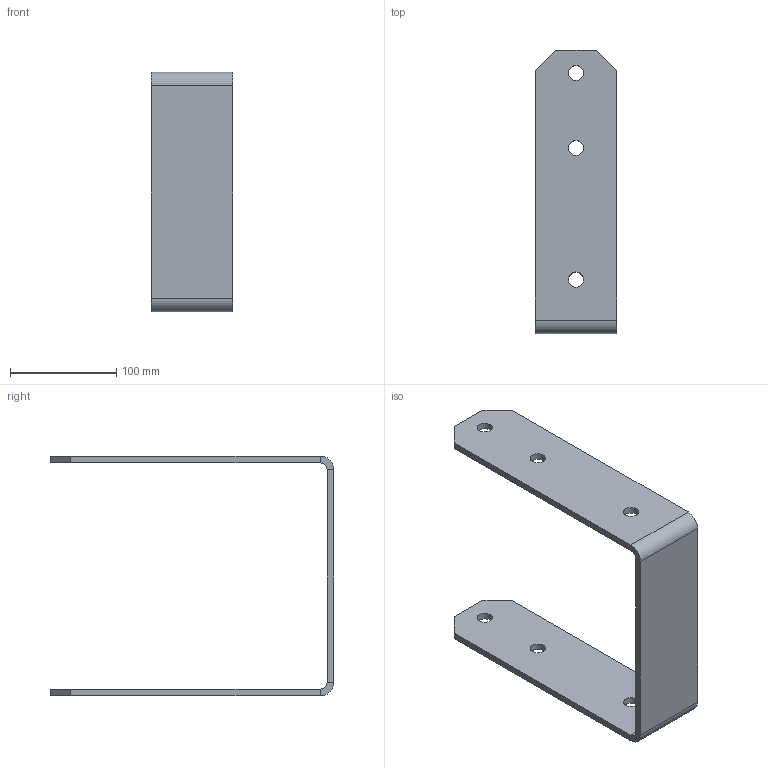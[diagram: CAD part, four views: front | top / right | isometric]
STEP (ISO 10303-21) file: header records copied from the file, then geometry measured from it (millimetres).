
FILE_DESCRIPTION(/* description */ (''),/* implementation_level */ '2;1');
FILE_NAME(/* name */ 'Bracket_Simon-Cloutier-1.stp',/* time_stamp */ '2017-11-07T09:55:03-05:00',/* author */ ('ub0303v'),/* organization */ (''),/* preprocessor_version */ 'ST-DEVELOPER v15.2',/* originating_system */ 'Autodesk Inventor 2014',/* authorisation */ '');
FILE_SCHEMA (('AUTOMOTIVE_DESIGN { 1 0 10303 214 3 1 1 }'));
Length unit declared in the file: millimetre
Products named in the file (1): Bracket_Simon-Cloutier-1
Bounding box: 76.2 x 266.7 x 225.43 mm (x, y, z)
Volume: 346354 mm3; surface area: 120854.2 mm2
Topology: 1 solids, 1 shells, 32 faces, 74 edges, 44 vertices
Faces by surface type: plane 22, cylinder 10
Full cylindrical faces by diameter (mm): 14.287 x6
Entity records: 908 total; most frequent: DIRECTION 154, CARTESIAN_POINT 145, ORIENTED_EDGE 136, EDGE_CURVE 68, AXIS2_PLACEMENT_3D 53, EDGE_LOOP 50, LINE 48, VECTOR 48
